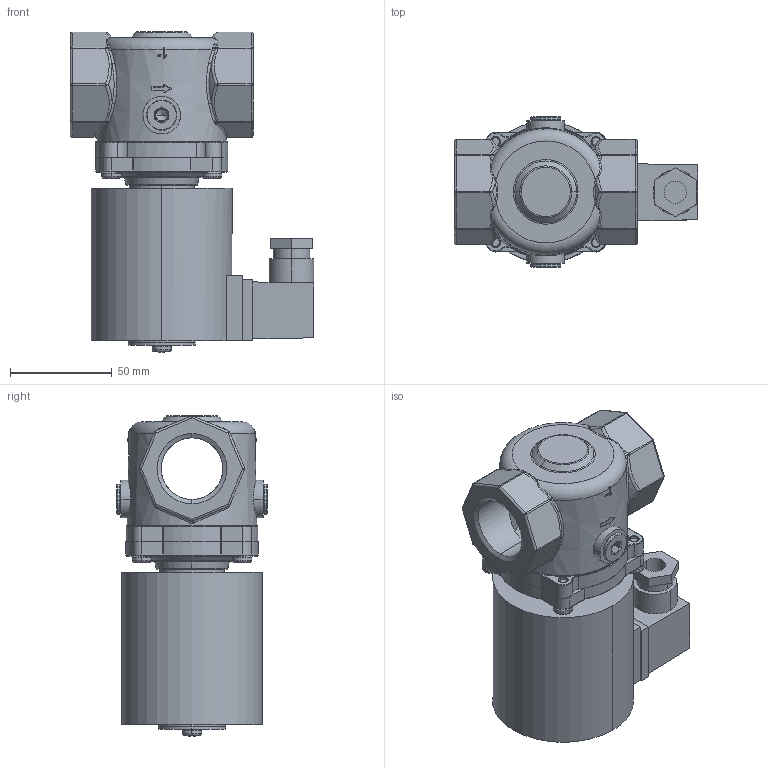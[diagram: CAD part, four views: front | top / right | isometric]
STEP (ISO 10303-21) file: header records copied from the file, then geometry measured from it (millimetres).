
FILE_DESCRIPTION((''),'2;1');
FILE_NAME('EVP04_ASM','2015-03-28T',('Utente'),(''),'PRO/ENGINEER BY PARAMETRIC TECHNOLOGY CORPORATION, 2012130','PRO/ENGINEER BY PARAMETRIC TECHNOLOGY CORPORATION, 2012130','');
FILE_SCHEMA(('CONFIG_CONTROL_DESIGN'));
Length unit declared in the file: millimetre
Products named in the file (11): CO-0885-S; CP-0420; GUAINADN50; CLEONIDEBODYDN25; CONNECTOR; OR-1212; DI-0011; VITI1; TP-100; OR-0031; EVP04_ASM
Assembly tree (16 placements, depth 2):
  EVP04_ASM
    CO-0885-S
    CP-0420
    GUAINADN50
    CLEONIDEBODYDN25
    CONNECTOR
    OR-1212
    DI-0011
    VITI1  x5
    TP-100  x2
    OR-0031  x2
Bounding box: 119.8 x 74 x 157.63 mm (x, y, z)
Volume: 432201.6 mm3; surface area: 102963.8 mm2
Topology: 16 solids, 22 shells, 966 faces, 2220 edges, 1314 vertices
Faces by surface type: cylinder 266, plane 234, bspline 172, cone 130, torus 124, sphere 40
Entity records: 25342 total; most frequent: CARTESIAN_POINT 11040, ORIENTED_EDGE 3000, DIRECTION 2860, EDGE_CURVE 1512, AXIS2_PLACEMENT_3D 1204, VERTEX_POINT 894, EDGE_LOOP 722, CIRCLE 667
